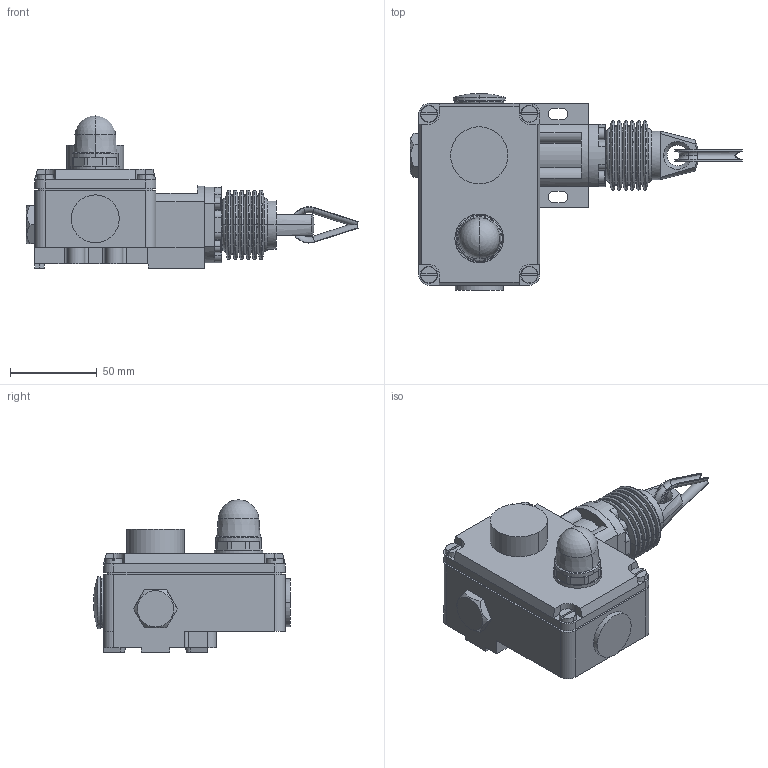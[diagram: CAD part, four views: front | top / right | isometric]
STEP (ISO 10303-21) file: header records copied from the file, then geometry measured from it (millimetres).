
FILE_DESCRIPTION(('STEP AP214'),'1');
FILE_NAME('cctmp_7D9A2AE0-E5EC-4E60-991E-81B4DEEEC863_2023_07_21_12_41_24_0880..stp','2023-07-21T10:41:25',('SIEMENS A&D'),('CADClick - www.CADClick.com'),'Spatial InterOp 3D postprocessed',' ','unknown authorization');
FILE_SCHEMA(('AUTOMOTIVE_DESIGN'));
Length unit declared in the file: millimetre
Products named in the file (3): cc_unnamed; 2023_07_21_12_41_24_0855; 2023_07_21_12_41_24_0851
Assembly tree (2 placements, depth 2):
  cc_unnamed
    2023_07_21_12_41_24_0855
    2023_07_21_12_41_24_0851
Bounding box: 191.82 x 113.78 x 88 mm (x, y, z)
Volume: 482387.3 mm3; surface area: 63341.4 mm2
Topology: 2 solids, 6 shells, 429 faces, 1067 edges, 670 vertices
Faces by surface type: plane 195, cylinder 104, torus 72, cone 52, sphere 6
Entity records: 14298 total; most frequent: CARTESIAN_POINT 2384, DIRECTION 2368, ORIENTED_EDGE 2126, EDGE_CURVE 1063, AXIS2_PLACEMENT_3D 908, VERTEX_POINT 670, LINE 552, VECTOR 552
